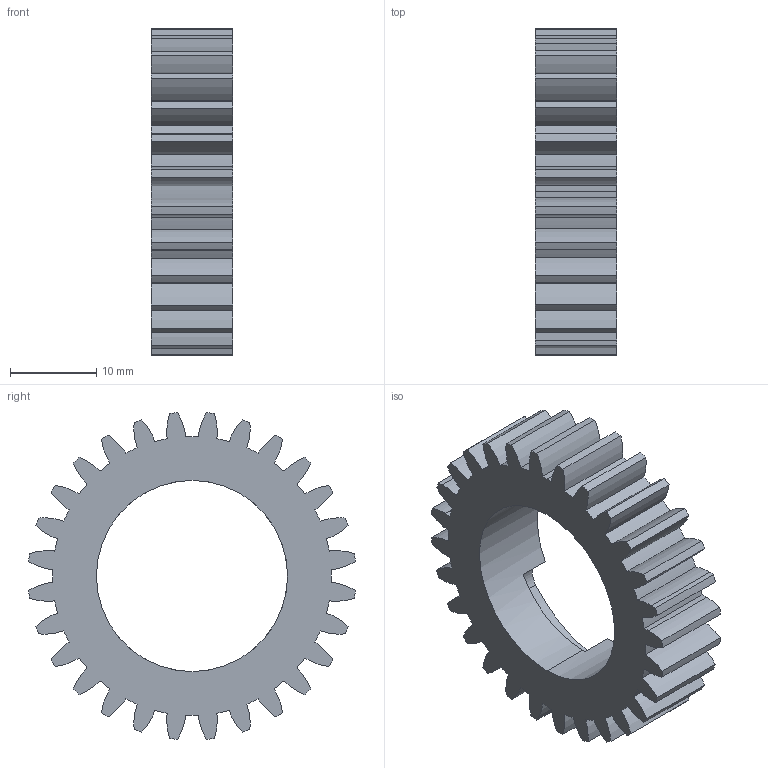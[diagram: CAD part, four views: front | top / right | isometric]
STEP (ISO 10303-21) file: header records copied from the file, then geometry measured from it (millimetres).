
FILE_DESCRIPTION (( 'STEP AP214' ), '1' );
FILE_NAME ('am-0139 28 Small Output Gear.STEP', '2014-08-20T20:35:14', ( '' ), ( '' ), 'SwSTEP 2.0', 'SolidWorks 2014', '' );
FILE_SCHEMA (( 'AUTOMOTIVE_DESIGN' ));
Length unit declared in the file: inch
Products named in the file (1): am-0139 28 Small Output Gear
Bounding box: 9.53 x 37.95 x 37.95 mm (x, y, z)
Volume: 4981.9 mm3; surface area: 4136.1 mm2
Topology: 1 solids, 1 shells, 141 faces, 417 edges, 278 vertices
Faces by surface type: cylinder 130, plane 11
Entity records: 5090 total; most frequent: DIRECTION 967, CARTESIAN_POINT 837, ORIENTED_EDGE 834, EDGE_CURVE 417, AXIS2_PLACEMENT_3D 408, VERTEX_POINT 278, CIRCLE 266, LINE 151
